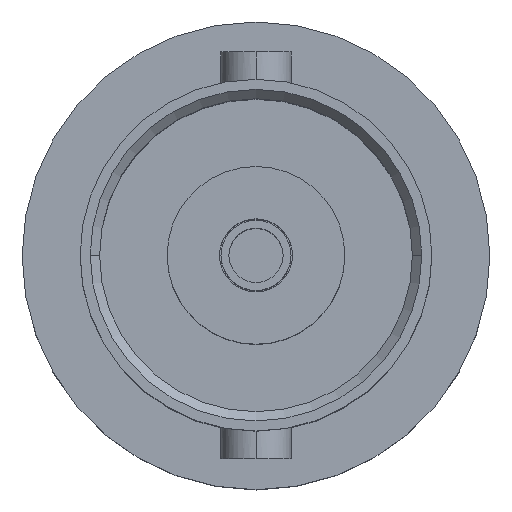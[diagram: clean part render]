
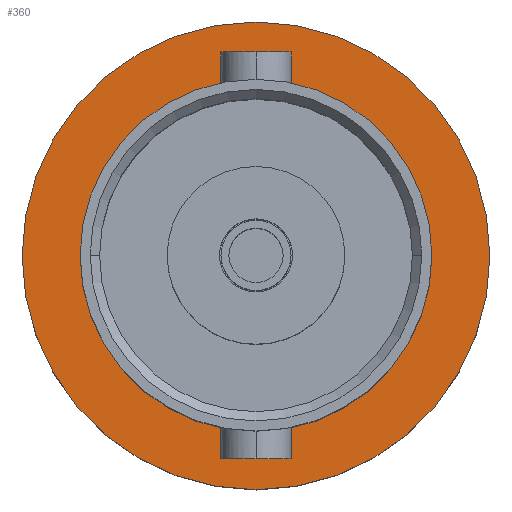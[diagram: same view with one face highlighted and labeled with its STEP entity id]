
A CAD part, top view. The second image highlights one B-rep face of the part: STEP entity #360.
In plain terms, the highlighted planar face has unit normal (0, 0, 1).
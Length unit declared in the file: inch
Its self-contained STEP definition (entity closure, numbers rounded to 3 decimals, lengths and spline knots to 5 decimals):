
#62 = DIRECTION ( 'NONE',  ( 0., 0., -1. ) ) ;
#360 = ADVANCED_FACE ( 'NONE', ( #5641, #3983 ), #4570, .F. ) ;
#372 = VERTEX_POINT ( 'NONE', #6221 ) ;
#610 = AXIS2_PLACEMENT_3D ( 'NONE', #837, #6764, #3234 ) ;
#837 = CARTESIAN_POINT ( 'NONE',  ( 0.25, 0., 0.00787 ) ) ;
#1262 = DIRECTION ( 'NONE',  ( -1., 0., 0. ) ) ;
#1530 = CARTESIAN_POINT ( 'NONE',  ( -0.25, 0., 0.00787 ) ) ;
#1714 = EDGE_CURVE ( 'NONE', #5358, #5749, #2919, .T. ) ;
#2281 = AXIS2_PLACEMENT_3D ( 'NONE', #3615, #62, #1262 ) ;
#2470 = CARTESIAN_POINT ( 'NONE',  ( 0., 0., 0.00787 ) ) ;
#2637 = DIRECTION ( 'NONE',  ( -1., 0., 0. ) ) ;
#2919 = CIRCLE ( 'NONE', #3160, 0.25 ) ;
#2949 = EDGE_LOOP ( 'NONE', ( #4943, #3204 ) ) ;
#2971 = CARTESIAN_POINT ( 'NONE',  ( 0.25, 0., 0.00787 ) ) ;
#3008 = ORIENTED_EDGE ( 'NONE', *, *, #7199, .T. ) ;
#3108 = ORIENTED_EDGE ( 'NONE', *, *, #3414, .T. ) ;
#3160 = AXIS2_PLACEMENT_3D ( 'NONE', #2470, #6640, #6017 ) ;
#3204 = ORIENTED_EDGE ( 'NONE', *, *, #6319, .F. ) ;
#3231 = VERTEX_POINT ( 'NONE', #5032 ) ;
#3234 = DIRECTION ( 'NONE',  ( -1., 0., 0. ) ) ;
#3371 = DIRECTION ( 'NONE',  ( -1., 0., 0. ) ) ;
#3414 = EDGE_CURVE ( 'NONE', #372, #3231, #6266, .T. ) ;
#3615 = CARTESIAN_POINT ( 'NONE',  ( 0., 0., 0.00787 ) ) ;
#3803 = DIRECTION ( 'NONE',  ( 0., 0., -1. ) ) ;
#3983 = FACE_BOUND ( 'NONE', #7570, .T. ) ;
#4570 = PLANE ( 'NONE',  #610 ) ;
#4660 = AXIS2_PLACEMENT_3D ( 'NONE', #5190, #6361, #3371 ) ;
#4943 = ORIENTED_EDGE ( 'NONE', *, *, #1714, .F. ) ;
#5032 = CARTESIAN_POINT ( 'NONE',  ( -0.188, 0., 0.00787 ) ) ;
#5051 = CIRCLE ( 'NONE', #6042, 0.25 ) ;
#5190 = CARTESIAN_POINT ( 'NONE',  ( 0., 0., 0.00787 ) ) ;
#5358 = VERTEX_POINT ( 'NONE', #1530 ) ;
#5411 = CIRCLE ( 'NONE', #4660, 0.188 ) ;
#5598 = CARTESIAN_POINT ( 'NONE',  ( 0., 0., 0.00787 ) ) ;
#5641 = FACE_OUTER_BOUND ( 'NONE', #2949, .T. ) ;
#5749 = VERTEX_POINT ( 'NONE', #2971 ) ;
#6017 = DIRECTION ( 'NONE',  ( -1., 0., 0. ) ) ;
#6042 = AXIS2_PLACEMENT_3D ( 'NONE', #5598, #3803, #2637 ) ;
#6221 = CARTESIAN_POINT ( 'NONE',  ( 0.188, 0., 0.00787 ) ) ;
#6266 = CIRCLE ( 'NONE', #2281, 0.188 ) ;
#6319 = EDGE_CURVE ( 'NONE', #5749, #5358, #5051, .T. ) ;
#6361 = DIRECTION ( 'NONE',  ( 0., 0., -1. ) ) ;
#6640 = DIRECTION ( 'NONE',  ( 0., 0., -1. ) ) ;
#6764 = DIRECTION ( 'NONE',  ( 0., 0., -1. ) ) ;
#7199 = EDGE_CURVE ( 'NONE', #3231, #372, #5411, .T. ) ;
#7570 = EDGE_LOOP ( 'NONE', ( #3008, #3108 ) ) ;
